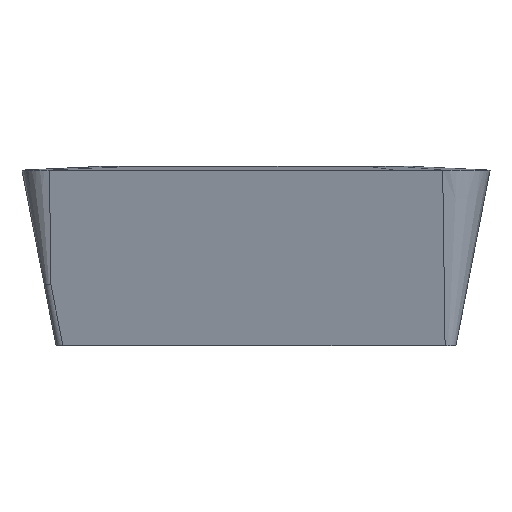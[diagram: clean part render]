
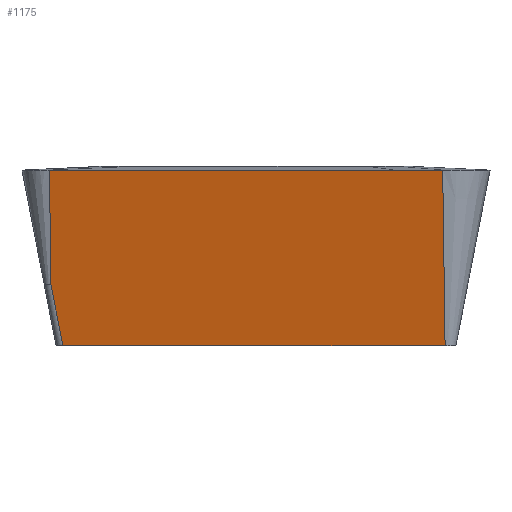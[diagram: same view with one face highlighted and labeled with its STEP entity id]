
A CAD part, left-side view. The second image highlights one B-rep face of the part: STEP entity #1175.
In plain terms, the highlighted planar face has unit normal (-0.979, 0.069, -0.191).
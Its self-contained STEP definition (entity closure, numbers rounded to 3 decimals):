
#16=CARTESIAN_POINT('',(-5.071,5.242,-4.76));
#28=DIRECTION('',(0.07,0.998,0.));
#29=VECTOR('',#28,10.398);
#30=CARTESIAN_POINT('',(-5.797,-5.131,-4.76));
#31=LINE('',#30,#29);
#314=DIRECTION('',(-0.07,-0.998,0.));
#315=VECTOR('',#314,9.389);
#316=CARTESIAN_POINT('',(-5.974,5.606,0.));
#317=LINE('',#316,#315);
#321=DIRECTION('',(0.07,0.998,0.));
#322=VECTOR('',#321,1.309);
#323=CARTESIAN_POINT('',(-6.72,-5.066,
0.));
#324=LINE('',#323,#322);
#328=DIRECTION('',(0.19,-0.013,-0.982));
#329=VECTOR('',#328,4.849);
#330=CARTESIAN_POINT('',(-6.72,-5.066,
0.));
#331=LINE('',#330,#329);
#335=DIRECTION('',(0.175,-0.188,-0.966));
#336=VECTOR('',#335,1.712);
#337=CARTESIAN_POINT('',(-5.371,5.564,-3.106));
#338=LINE('',#337,#336);
#342=DIRECTION('',(0.19,-0.013,-0.982));
#343=VECTOR('',#342,3.164);
#344=CARTESIAN_POINT('',(-5.974,5.606,0.));
#345=LINE('',#344,#343);
#380=CARTESIAN_POINT('',(-5.371,5.564,-3.106));
#694=CARTESIAN_POINT('',(-5.797,-5.131,-4.76));
#696=VERTEX_POINT('',#694);
#697=VERTEX_POINT('',#16);
#701=VERTEX_POINT('',#380);
#747=CARTESIAN_POINT('',(-5.974,5.606,0.));
#749=VERTEX_POINT('',#747);
#751=CARTESIAN_POINT('',(-6.72,-5.066,
0.));
#752=VERTEX_POINT('',#751);
#787=CARTESIAN_POINT('',(-6.628,-3.76,
0.));
#788=VERTEX_POINT('',#787);
#1159=CARTESIAN_POINT('',(-5.843,7.467,0.));
#1160=DIRECTION('',(-0.979,0.068,-0.191));
#1161=DIRECTION('',(-0.07,-0.998,0.));
#1162=AXIS2_PLACEMENT_3D('',#1159,#1160,#1161);
#1163=PLANE('',#1162);
#1165=ORIENTED_EDGE('',*,*,#1164,.T.);
#1167=ORIENTED_EDGE('',*,*,#1166,.F.);
#1168=ORIENTED_EDGE('',*,*,#1152,.T.);
#1169=ORIENTED_EDGE('',*,*,#798,.T.);
#1170=ORIENTED_EDGE('',*,*,#831,.F.);
#1172=ORIENTED_EDGE('',*,*,#1171,.F.);
#1173=EDGE_LOOP('',(#1165,#1167,#1168,#1169,#1170,#1172));
#1174=FACE_OUTER_BOUND('',#1173,.F.);
#798=EDGE_CURVE('',#696,#697,#31,.T.);
#831=EDGE_CURVE('',#701,#697,#338,.T.);
#1152=EDGE_CURVE('',#752,#696,#331,.T.);
#1164=EDGE_CURVE('',#749,#788,#317,.T.);
#1166=EDGE_CURVE('',#752,#788,#324,.T.);
#1171=EDGE_CURVE('',#749,#701,#345,.T.);
#1175=ADVANCED_FACE('',(#1174),#1163,.T.);
